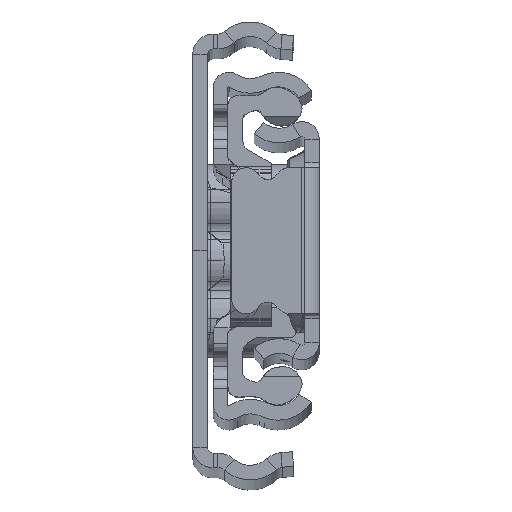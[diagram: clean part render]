
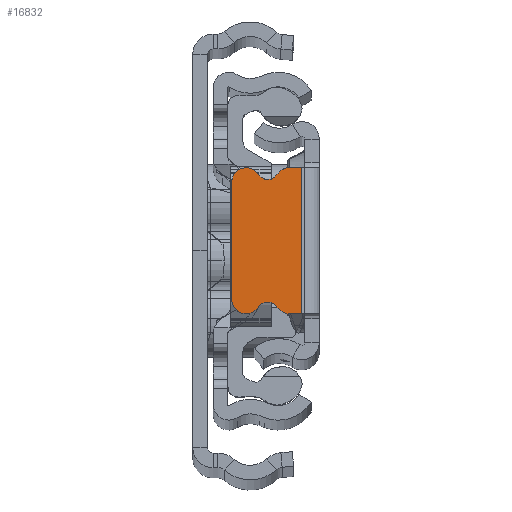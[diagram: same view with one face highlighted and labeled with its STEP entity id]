
A CAD part, top view. The second image highlights one B-rep face of the part: STEP entity #16832.
In plain terms, the highlighted planar face has unit normal (0, 0, 1).
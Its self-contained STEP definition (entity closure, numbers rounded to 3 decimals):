
#203 = DIRECTION ( 'NONE',  ( 0., 0., 1. ) ) ;
#602 = CARTESIAN_POINT ( 'NONE',  ( -4.355, 6.79, 0. ) ) ;
#1206 = CIRCLE ( 'NONE', #21035, 1.5 ) ;
#1600 = PLANE ( 'NONE',  #11523 ) ;
#1936 = ORIENTED_EDGE ( 'NONE', *, *, #10774, .T. ) ;
#2128 = AXIS2_PLACEMENT_3D ( 'NONE', #19630, #18024, #14616 ) ;
#2176 = ORIENTED_EDGE ( 'NONE', *, *, #11042, .F. ) ;
#2437 = CARTESIAN_POINT ( 'NONE',  ( -5.29, 6.27, 0. ) ) ;
#2515 = CARTESIAN_POINT ( 'NONE',  ( -3.08, -7.5, 0. ) ) ;
#2595 = CARTESIAN_POINT ( 'NONE',  ( -7.5, -6., 0. ) ) ;
#2699 = DIRECTION ( 'NONE',  ( 0., 0., 1. ) ) ;
#3140 = ORIENTED_EDGE ( 'NONE', *, *, #18107, .T. ) ;
#3297 = AXIS2_PLACEMENT_3D ( 'NONE', #8792, #4287, #10594 ) ;
#4203 = ORIENTED_EDGE ( 'NONE', *, *, #4359, .T. ) ;
#4287 = DIRECTION ( 'NONE',  ( 0., 0., 1. ) ) ;
#4354 = LINE ( 'NONE', #7782, #20284 ) ;
#4359 = EDGE_CURVE ( 'NONE', #9040, #11123, #19882, .T. ) ;
#4417 = VERTEX_POINT ( 'NONE', #602 ) ;
#4641 = CIRCLE ( 'NONE', #6683, 1.1 ) ;
#4935 = DIRECTION ( 'NONE',  ( 1., 0., 0. ) ) ;
#5037 = ORIENTED_EDGE ( 'NONE', *, *, #10589, .T. ) ;
#5076 = ORIENTED_EDGE ( 'NONE', *, *, #19098, .T. ) ;
#5125 = VERTEX_POINT ( 'NONE', #2437 ) ;
#5324 = AXIS2_PLACEMENT_3D ( 'NONE', #11805, #8182, #17909 ) ;
#5622 = AXIS2_PLACEMENT_3D ( 'NONE', #2595, #2699, #12562 ) ;
#5791 = ORIENTED_EDGE ( 'NONE', *, *, #9106, .T. ) ;
#5928 = CARTESIAN_POINT ( 'NONE',  ( -5.29, -7.37, 0. ) ) ;
#6067 = CARTESIAN_POINT ( 'NONE',  ( -6.225, 6.79, 0. ) ) ;
#6127 = CARTESIAN_POINT ( 'NONE',  ( -9., -6., 0. ) ) ;
#6246 = ORIENTED_EDGE ( 'NONE', *, *, #18598, .T. ) ;
#6258 = VERTEX_POINT ( 'NONE', #8138 ) ;
#6550 = VERTEX_POINT ( 'NONE', #6067 ) ;
#6683 = AXIS2_PLACEMENT_3D ( 'NONE', #5928, #9256, #8840 ) ;
#6857 = AXIS2_PLACEMENT_3D ( 'NONE', #9250, #12581, #10637 ) ;
#6950 = ORIENTED_EDGE ( 'NONE', *, *, #21156, .T. ) ;
#7683 = CIRCLE ( 'NONE', #5622, 1.5 ) ;
#7782 = CARTESIAN_POINT ( 'NONE',  ( 0.7, 7.5, 0. ) ) ;
#7924 = VECTOR ( 'NONE', #16457, 1000. ) ;
#8059 = AXIS2_PLACEMENT_3D ( 'NONE', #16574, #18278, #13271 ) ;
#8066 = VERTEX_POINT ( 'NONE', #18401 ) ;
#8138 = CARTESIAN_POINT ( 'NONE',  ( -3.08, 7.5, 0. ) ) ;
#8143 = DIRECTION ( 'NONE',  ( 0., 1., 0. ) ) ;
#8174 = EDGE_LOOP ( 'NONE', ( #2176, #1936, #6950, #21163, #5791, #19942, #4203, #6246, #3140, #5076, #17930, #5037 ) ) ;
#8182 = DIRECTION ( 'NONE',  ( 0., 0., -1. ) ) ;
#8264 = CARTESIAN_POINT ( 'NONE',  ( 0.7, -7.5, 0. ) ) ;
#8792 = CARTESIAN_POINT ( 'NONE',  ( -7.5, 6., 0. ) ) ;
#8840 = DIRECTION ( 'NONE',  ( 0., 1., 0. ) ) ;
#9040 = VERTEX_POINT ( 'NONE', #9362 ) ;
#9089 = VERTEX_POINT ( 'NONE', #19312 ) ;
#9106 = EDGE_CURVE ( 'NONE', #5125, #6550, #19209, .T. ) ;
#9250 = CARTESIAN_POINT ( 'NONE',  ( -3.08, -6., 0. ) ) ;
#9256 = DIRECTION ( 'NONE',  ( 0., 0., -1. ) ) ;
#9362 = CARTESIAN_POINT ( 'NONE',  ( -9., 6., 0. ) ) ;
#10589 = EDGE_CURVE ( 'NONE', #20139, #17002, #16289, .T. ) ;
#10594 = DIRECTION ( 'NONE',  ( 0., 1., 0. ) ) ;
#10637 = DIRECTION ( 'NONE',  ( 0., 1., 0. ) ) ;
#10774 = EDGE_CURVE ( 'NONE', #9089, #6258, #4354, .T. ) ;
#10882 = DIRECTION ( 'NONE',  ( -1., 0., 0. ) ) ;
#11042 = EDGE_CURVE ( 'NONE', #9089, #17002, #20173, .T. ) ;
#11123 = VERTEX_POINT ( 'NONE', #6127 ) ;
#11523 = AXIS2_PLACEMENT_3D ( 'NONE', #11546, #19367, #17754 ) ;
#11546 = CARTESIAN_POINT ( 'NONE',  ( 593.5, -10.425, 0. ) ) ;
#11805 = CARTESIAN_POINT ( 'NONE',  ( -5.29, 7.37, 0. ) ) ;
#12038 = CARTESIAN_POINT ( 'NONE',  ( -1.8, -10.425, 0. ) ) ;
#12562 = DIRECTION ( 'NONE',  ( 0., 1., 0. ) ) ;
#12581 = DIRECTION ( 'NONE',  ( 0., 0., 1. ) ) ;
#13268 = FACE_OUTER_BOUND ( 'NONE', #8174, .T. ) ;
#13271 = DIRECTION ( 'NONE',  ( 0., 1., 0. ) ) ;
#13755 = DIRECTION ( 'NONE',  ( 0., -1., 0. ) ) ;
#13865 = EDGE_CURVE ( 'NONE', #19754, #20139, #16082, .T. ) ;
#14616 = DIRECTION ( 'NONE',  ( 0., 1., 0. ) ) ;
#15069 = CARTESIAN_POINT ( 'NONE',  ( -9., 6., 0. ) ) ;
#15330 = EDGE_CURVE ( 'NONE', #4417, #5125, #20017, .T. ) ;
#15383 = CARTESIAN_POINT ( 'NONE',  ( -1.8, -7.5, 0. ) ) ;
#15815 = CARTESIAN_POINT ( 'NONE',  ( -4.355, -6.79, 0. ) ) ;
#15852 = VECTOR ( 'NONE', #4935, 1000. ) ;
#15883 = CIRCLE ( 'NONE', #3297, 1.5 ) ;
#16082 = CIRCLE ( 'NONE', #6857, 1.5 ) ;
#16289 = LINE ( 'NONE', #8264, #15852 ) ;
#16457 = DIRECTION ( 'NONE',  ( 0., -1., 0. ) ) ;
#16537 = VERTEX_POINT ( 'NONE', #18094 ) ;
#16574 = CARTESIAN_POINT ( 'NONE',  ( -7.5, -6., 0. ) ) ;
#16587 = CIRCLE ( 'NONE', #8059, 1.5 ) ;
#16832 = ADVANCED_FACE ( 'NONE', ( #13268 ), #1600, .T. ) ;
#17002 = VERTEX_POINT ( 'NONE', #15383 ) ;
#17559 = VECTOR ( 'NONE', #13755, 1000. ) ;
#17754 = DIRECTION ( 'NONE',  ( 0., 1., 0. ) ) ;
#17909 = DIRECTION ( 'NONE',  ( 0., 1., 0. ) ) ;
#17930 = ORIENTED_EDGE ( 'NONE', *, *, #13865, .T. ) ;
#18024 = DIRECTION ( 'NONE',  ( 0., 0., -1. ) ) ;
#18078 = CARTESIAN_POINT ( 'NONE',  ( -3.08, 6., 0. ) ) ;
#18094 = CARTESIAN_POINT ( 'NONE',  ( -7.5, -7.5, 0. ) ) ;
#18107 = EDGE_CURVE ( 'NONE', #16537, #8066, #7683, .T. ) ;
#18278 = DIRECTION ( 'NONE',  ( 0., 0., 1. ) ) ;
#18401 = CARTESIAN_POINT ( 'NONE',  ( -6.225, -6.79, 0. ) ) ;
#18598 = EDGE_CURVE ( 'NONE', #11123, #16537, #16587, .T. ) ;
#19098 = EDGE_CURVE ( 'NONE', #8066, #19754, #4641, .T. ) ;
#19209 = CIRCLE ( 'NONE', #2128, 1.1 ) ;
#19312 = CARTESIAN_POINT ( 'NONE',  ( -1.8, 7.5, 0. ) ) ;
#19367 = DIRECTION ( 'NONE',  ( 0., 0., 1. ) ) ;
#19630 = CARTESIAN_POINT ( 'NONE',  ( -5.29, 7.37, 0. ) ) ;
#19754 = VERTEX_POINT ( 'NONE', #15815 ) ;
#19882 = LINE ( 'NONE', #15069, #7924 ) ;
#19942 = ORIENTED_EDGE ( 'NONE', *, *, #20909, .T. ) ;
#20017 = CIRCLE ( 'NONE', #5324, 1.1 ) ;
#20139 = VERTEX_POINT ( 'NONE', #2515 ) ;
#20173 = LINE ( 'NONE', #12038, #17559 ) ;
#20284 = VECTOR ( 'NONE', #10882, 1000. ) ;
#20909 = EDGE_CURVE ( 'NONE', #6550, #9040, #15883, .T. ) ;
#21035 = AXIS2_PLACEMENT_3D ( 'NONE', #18078, #203, #8143 ) ;
#21156 = EDGE_CURVE ( 'NONE', #6258, #4417, #1206, .T. ) ;
#21163 = ORIENTED_EDGE ( 'NONE', *, *, #15330, .T. ) ;
